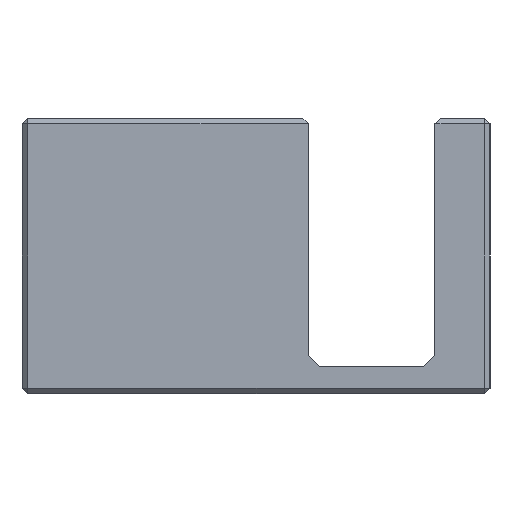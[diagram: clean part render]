
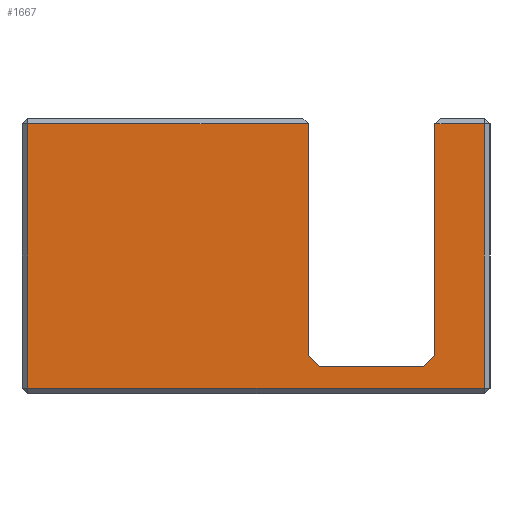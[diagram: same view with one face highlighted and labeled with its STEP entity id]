
A CAD part, left-side view. The second image highlights one B-rep face of the part: STEP entity #1667.
In plain terms, the highlighted planar face has unit normal (-1, 0, 0).
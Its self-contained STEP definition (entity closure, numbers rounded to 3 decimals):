
#69=LINE('',#2857,#181);
#70=LINE('',#2860,#182);
#71=LINE('',#2862,#183);
#72=LINE('',#2864,#184);
#73=LINE('',#2866,#185);
#74=LINE('',#2868,#186);
#75=LINE('',#2870,#187);
#76=LINE('',#2872,#188);
#77=LINE('',#2874,#189);
#78=LINE('',#2876,#190);
#181=VECTOR('',#1923,1000.);
#182=VECTOR('',#1924,1000.);
#183=VECTOR('',#1925,1000.);
#184=VECTOR('',#1926,1000.);
#185=VECTOR('',#1927,1000.);
#186=VECTOR('',#1928,1000.);
#187=VECTOR('',#1929,1000.);
#188=VECTOR('',#1930,1000.);
#189=VECTOR('',#1931,1000.);
#190=VECTOR('',#1932,1000.);
#350=ORIENTED_EDGE('',*,*,#806,.T.);
#351=ORIENTED_EDGE('',*,*,#807,.T.);
#352=ORIENTED_EDGE('',*,*,#808,.T.);
#353=ORIENTED_EDGE('',*,*,#809,.T.);
#354=ORIENTED_EDGE('',*,*,#810,.T.);
#355=ORIENTED_EDGE('',*,*,#811,.T.);
#356=ORIENTED_EDGE('',*,*,#812,.T.);
#357=ORIENTED_EDGE('',*,*,#813,.T.);
#358=ORIENTED_EDGE('',*,*,#814,.F.);
#359=ORIENTED_EDGE('',*,*,#815,.T.);
#806=EDGE_CURVE('',#1034,#1035,#69,.T.);
#807=EDGE_CURVE('',#1035,#1036,#70,.T.);
#808=EDGE_CURVE('',#1036,#1037,#71,.T.);
#809=EDGE_CURVE('',#1037,#1038,#72,.T.);
#810=EDGE_CURVE('',#1038,#1039,#73,.T.);
#811=EDGE_CURVE('',#1039,#1040,#74,.T.);
#812=EDGE_CURVE('',#1040,#1041,#75,.T.);
#813=EDGE_CURVE('',#1041,#1042,#76,.T.);
#814=EDGE_CURVE('',#1043,#1042,#77,.T.);
#815=EDGE_CURVE('',#1043,#1034,#78,.T.);
#1034=VERTEX_POINT('',#2858);
#1035=VERTEX_POINT('',#2859);
#1036=VERTEX_POINT('',#2861);
#1037=VERTEX_POINT('',#2863);
#1038=VERTEX_POINT('',#2865);
#1039=VERTEX_POINT('',#2867);
#1040=VERTEX_POINT('',#2869);
#1041=VERTEX_POINT('',#2871);
#1042=VERTEX_POINT('',#2873);
#1043=VERTEX_POINT('',#2875);
#1257=EDGE_LOOP('',(#350,#351,#352,#353,#354,#355,#356,#357,#358,#359));
#1429=FACE_BOUND('',#1257,.T.);
#1587=PLANE('',#1803);
#1667=ADVANCED_FACE('',(#1429),#1587,.T.);
#1803=AXIS2_PLACEMENT_3D('',#2856,#1921,#1922);
#1921=DIRECTION('',(-1.,0.,0.));
#1922=DIRECTION('',(0.,0.,1.));
#1923=DIRECTION('',(0.,1.,0.));
#1924=DIRECTION('',(0.,0.707,0.707));
#1925=DIRECTION('',(0.,0.,1.));
#1926=DIRECTION('',(0.,1.,0.));
#1927=DIRECTION('',(0.,0.,-1.));
#1928=DIRECTION('',(0.,-1.,0.));
#1929=DIRECTION('',(0.,0.,1.));
#1930=DIRECTION('',(0.,1.,0.));
#1931=DIRECTION('',(0.,0.,1.));
#1932=DIRECTION('',(0.,0.707,-0.707));
#2856=CARTESIAN_POINT('',(-63.,-8.5,-5.));
#2857=CARTESIAN_POINT('',(-63.,-6.5,-4.));
#2858=CARTESIAN_POINT('',(-63.,-6.1,-4.));
#2859=CARTESIAN_POINT('',(-63.,-2.3,-4.));
#2860=CARTESIAN_POINT('',(-63.,-1.9,-3.6));
#2861=CARTESIAN_POINT('',(-63.,-1.9,-3.6));
#2862=CARTESIAN_POINT('',(-63.,-1.9,-4.));
#2863=CARTESIAN_POINT('',(-63.,-1.9,4.8));
#2864=CARTESIAN_POINT('',(-63.,-8.5,4.8));
#2865=CARTESIAN_POINT('',(-63.,8.3,4.8));
#2866=CARTESIAN_POINT('',(-63.,8.3,-5.));
#2867=CARTESIAN_POINT('',(-63.,8.3,-4.8));
#2868=CARTESIAN_POINT('',(-63.,-8.5,-4.8));
#2869=CARTESIAN_POINT('',(-63.,-8.3,-4.8));
#2870=CARTESIAN_POINT('',(-63.,-8.3,5.));
#2871=CARTESIAN_POINT('',(-63.,-8.3,4.8));
#2872=CARTESIAN_POINT('',(-63.,-8.5,4.8));
#2873=CARTESIAN_POINT('',(-63.,-6.5,4.8));
#2874=CARTESIAN_POINT('',(-63.,-6.5,-4.));
#2875=CARTESIAN_POINT('',(-63.,-6.5,-3.6));
#2876=CARTESIAN_POINT('',(-63.,-6.5,-3.6));
